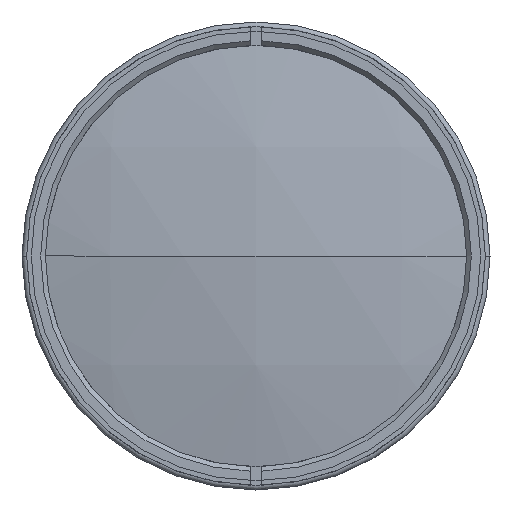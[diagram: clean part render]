
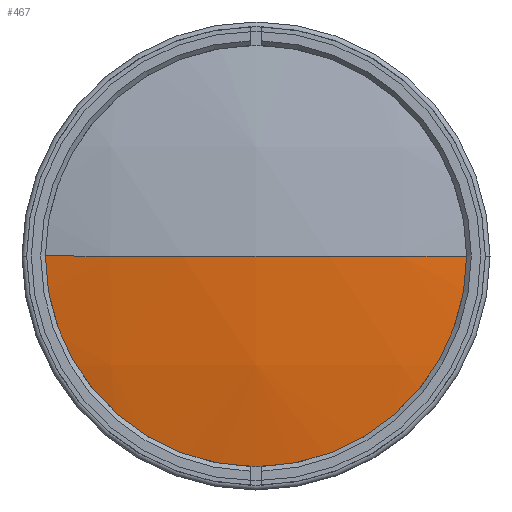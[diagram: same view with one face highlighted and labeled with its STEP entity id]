
A CAD part, left-side view. The second image highlights one B-rep face of the part: STEP entity #467.
In plain terms, the highlighted spherical face has radius 224 mm.
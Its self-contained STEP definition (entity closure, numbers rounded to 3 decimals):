
#19 = CIRCLE ( 'NONE', #1947, 46.5 ) ;
#94 = FACE_OUTER_BOUND ( 'NONE', #1633, .T. ) ;
#130 = CARTESIAN_POINT ( 'NONE',  ( -182.053, 0., 0. ) ) ;
#349 = VERTEX_POINT ( 'NONE', #2642 ) ;
#467 = ADVANCED_FACE ( 'NONE', ( #94 ), #1935, .T. ) ;
#585 = CARTESIAN_POINT ( 'NONE',  ( 37.067, 0., 0. ) ) ;
#593 = CIRCLE ( 'NONE', #937, 224. ) ;
#604 = DIRECTION ( 'NONE',  ( 0., 0., -1. ) ) ;
#707 = DIRECTION ( 'NONE',  ( 0., 1., 0. ) ) ;
#937 = AXIS2_PLACEMENT_3D ( 'NONE', #3155, #1532, #707 ) ;
#1024 = EDGE_CURVE ( 'NONE', #2080, #349, #19, .T. ) ;
#1040 = CARTESIAN_POINT ( 'NONE',  ( -182.053, 46.5, 0. ) ) ;
#1243 = DIRECTION ( 'NONE',  ( 0., 0., 1. ) ) ;
#1311 = VERTEX_POINT ( 'NONE', #1336 ) ;
#1336 = CARTESIAN_POINT ( 'NONE',  ( -186.933, 0., 0. ) ) ;
#1394 = ORIENTED_EDGE ( 'NONE', *, *, #3410, .T. ) ;
#1463 = AXIS2_PLACEMENT_3D ( 'NONE', #2838, #1243, #3415 ) ;
#1532 = DIRECTION ( 'NONE',  ( 0., 0., -1. ) ) ;
#1633 = EDGE_LOOP ( 'NONE', ( #3115, #1394, #2314 ) ) ;
#1699 = CIRCLE ( 'NONE', #1463, 224. ) ;
#1748 = DIRECTION ( 'NONE',  ( 0., 0., 1. ) ) ;
#1935 = SPHERICAL_SURFACE ( 'NONE', #2266, 224. ) ;
#1947 = AXIS2_PLACEMENT_3D ( 'NONE', #130, #2504, #1748 ) ;
#2080 = VERTEX_POINT ( 'NONE', #1040 ) ;
#2133 = EDGE_CURVE ( 'NONE', #2080, #1311, #1699, .T. ) ;
#2266 = AXIS2_PLACEMENT_3D ( 'NONE', #585, #604, #3274 ) ;
#2314 = ORIENTED_EDGE ( 'NONE', *, *, #2133, .F. ) ;
#2504 = DIRECTION ( 'NONE',  ( -1., 0., 0. ) ) ;
#2642 = CARTESIAN_POINT ( 'NONE',  ( -182.053, -46.5, 0. ) ) ;
#2838 = CARTESIAN_POINT ( 'NONE',  ( 37.067, 0., 0. ) ) ;
#3115 = ORIENTED_EDGE ( 'NONE', *, *, #1024, .T. ) ;
#3155 = CARTESIAN_POINT ( 'NONE',  ( 37.067, 0., 0. ) ) ;
#3274 = DIRECTION ( 'NONE',  ( 0., 1., 0. ) ) ;
#3410 = EDGE_CURVE ( 'NONE', #349, #1311, #593, .T. ) ;
#3415 = DIRECTION ( 'NONE',  ( 0., -1., 0. ) ) ;
